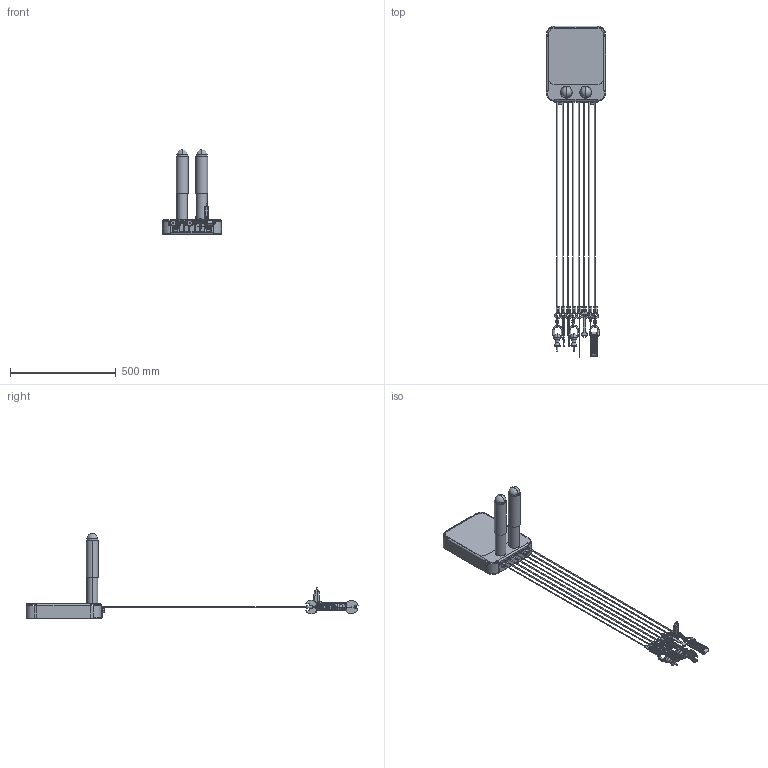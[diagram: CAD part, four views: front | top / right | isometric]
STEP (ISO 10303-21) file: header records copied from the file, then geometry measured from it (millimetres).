
FILE_DESCRIPTION (( 'STEP AP214' ), '1' );
FILE_NAME ('29755C.STEP', '2020-02-07T17:39:06', ( '' ), ( '' ), 'SwSTEP 2.0', 'SolidWorks 2019', '' );
FILE_SCHEMA (( 'AUTOMOTIVE_DESIGN' ));
Length unit declared in the file: inch
Products named in the file (31): 29753C; 29761; 25816; 29762; 29758; 25817; 29755C; 29747; 29756_TOOL; 25681; 25835; 25845; 25833; 29760; 29759; 25834; 25826; 26158; 25837; 26160; 26147_Default<As Machined>; 26156; 26294; 25843; 25838; 26149_FOR ASSEM; 26159; 29757; 29745; 29763
Assembly tree (65 placements, depth 3):
  29755C
    25816
    29757
      29756_TOOL
      25837
      25838  x2
      25843
      26147_Default<As Machined>
      26149_FOR ASSEM
    29758
      29756_TOOL
      25838
      25845
      25837
    29759
      29756_TOOL
      26149_FOR ASSEM
      25843
      25837
      25838  x2
      25834
    29760
      29756_TOOL
      26149_FOR ASSEM
      25843
      25837
      25838  x2
      25833
    29761
      29756_TOOL
      25838
      25837
      25835
    29763
      29756_TOOL
      26160
      26159
      26158
      25838
      25837  x3
    29761
      29756_TOOL
      25838
      25837
      25835
    25681  x2
    29762
      29756_TOOL
      25838
      25837
      26156
    29753C
      29745  x2
      25826  x2
      25817
    29747
    26294  x2
Bounding box: 279.4 x 1570.67 x 401.43 mm (x, y, z)
Volume: 2182750.9 mm3; surface area: 1304538.1 mm2
Topology: 60 solids, 60 shells, 1460 faces, 3608 edges, 2253 vertices
Faces by surface type: cylinder 623, plane 531, torus 224, cone 42, bspline 22, sphere 18
Entity records: 33182 total; most frequent: CARTESIAN_POINT 9325, DIRECTION 4171, ORIENTED_EDGE 4050, EDGE_CURVE 2025, AXIS2_PLACEMENT_3D 1506, VERTEX_POINT 1271, VECTOR 1159, LINE 1159
